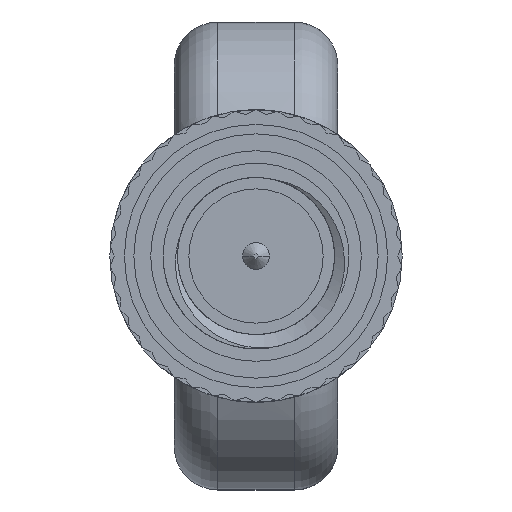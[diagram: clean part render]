
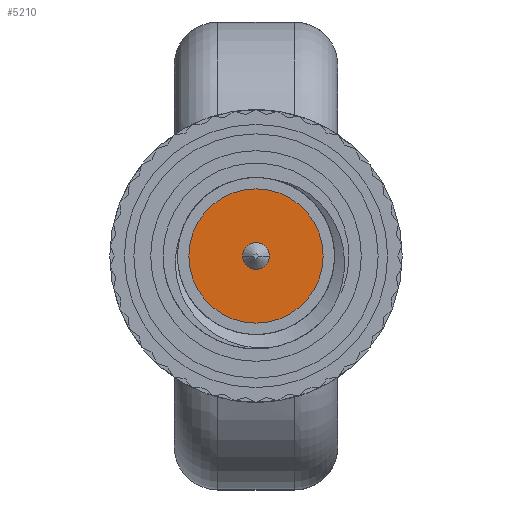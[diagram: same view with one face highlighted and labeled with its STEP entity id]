
A CAD part, front view. The second image highlights one B-rep face of the part: STEP entity #5210.
In plain terms, the highlighted planar face has unit normal (0, -1, 0).
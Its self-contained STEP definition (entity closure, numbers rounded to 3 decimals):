
#315 = EDGE_CURVE ( 'NONE', #3115, #7121, #7079, .T. ) ;
#561 = ORIENTED_EDGE ( 'NONE', *, *, #315, .T. ) ;
#809 = PLANE ( 'NONE',  #6006 ) ;
#829 = AXIS2_PLACEMENT_3D ( 'NONE', #1452, #5427, #3736 ) ;
#985 = FACE_BOUND ( 'NONE', #6070, .T. ) ;
#1331 = EDGE_LOOP ( 'NONE', ( #561, #5799 ) ) ;
#1452 = CARTESIAN_POINT ( 'NONE',  ( 0., 3.43, 0. ) ) ;
#1558 = DIRECTION ( 'NONE',  ( 0., -1., 0. ) ) ;
#1738 = AXIS2_PLACEMENT_3D ( 'NONE', #6561, #3730, #2042 ) ;
#1915 = CIRCLE ( 'NONE', #2661, 2.295 ) ;
#1946 = EDGE_CURVE ( 'NONE', #3804, #5449, #3530, .T. ) ;
#2042 = DIRECTION ( 'NONE',  ( 0., 0., -1. ) ) ;
#2083 = DIRECTION ( 'NONE',  ( 0., 0., -1. ) ) ;
#2580 = ORIENTED_EDGE ( 'NONE', *, *, #1946, .F. ) ;
#2619 = CARTESIAN_POINT ( 'NONE',  ( 0.46, 3.43, 0. ) ) ;
#2661 = AXIS2_PLACEMENT_3D ( 'NONE', #4418, #1558, #6679 ) ;
#2962 = FACE_OUTER_BOUND ( 'NONE', #1331, .T. ) ;
#3021 = CARTESIAN_POINT ( 'NONE',  ( -2.295, 3.43, 0. ) ) ;
#3094 = DIRECTION ( 'NONE',  ( 0., -1., 0. ) ) ;
#3115 = VERTEX_POINT ( 'NONE', #3021 ) ;
#3288 = CIRCLE ( 'NONE', #1738, 0.46 ) ;
#3530 = CIRCLE ( 'NONE', #829, 0.46 ) ;
#3612 = AXIS2_PLACEMENT_3D ( 'NONE', #4953, #7263, #2083 ) ;
#3730 = DIRECTION ( 'NONE',  ( 0., -1., 0. ) ) ;
#3736 = DIRECTION ( 'NONE',  ( 0., 0., -1. ) ) ;
#3804 = VERTEX_POINT ( 'NONE', #2619 ) ;
#4418 = CARTESIAN_POINT ( 'NONE',  ( 0., 3.43, 0. ) ) ;
#4818 = DIRECTION ( 'NONE',  ( 0., 0., -1. ) ) ;
#4953 = CARTESIAN_POINT ( 'NONE',  ( 0., 3.43, 0. ) ) ;
#4981 = ORIENTED_EDGE ( 'NONE', *, *, #7218, .F. ) ;
#5210 = ADVANCED_FACE ( 'NONE', ( #985, #2962 ), #809, .T. ) ;
#5427 = DIRECTION ( 'NONE',  ( 0., -1., 0. ) ) ;
#5449 = VERTEX_POINT ( 'NONE', #6012 ) ;
#5480 = CARTESIAN_POINT ( 'NONE',  ( 2.295, 3.43, 0. ) ) ;
#5799 = ORIENTED_EDGE ( 'NONE', *, *, #7371, .T. ) ;
#5918 = CARTESIAN_POINT ( 'NONE',  ( 0., 3.43, 0. ) ) ;
#6006 = AXIS2_PLACEMENT_3D ( 'NONE', #5918, #3094, #4818 ) ;
#6012 = CARTESIAN_POINT ( 'NONE',  ( -0.46, 3.43, 0. ) ) ;
#6070 = EDGE_LOOP ( 'NONE', ( #4981, #2580 ) ) ;
#6561 = CARTESIAN_POINT ( 'NONE',  ( 0., 3.43, 0. ) ) ;
#6679 = DIRECTION ( 'NONE',  ( 0., 0., -1. ) ) ;
#7079 = CIRCLE ( 'NONE', #3612, 2.295 ) ;
#7121 = VERTEX_POINT ( 'NONE', #5480 ) ;
#7218 = EDGE_CURVE ( 'NONE', #5449, #3804, #3288, .T. ) ;
#7263 = DIRECTION ( 'NONE',  ( 0., -1., 0. ) ) ;
#7371 = EDGE_CURVE ( 'NONE', #7121, #3115, #1915, .T. ) ;
